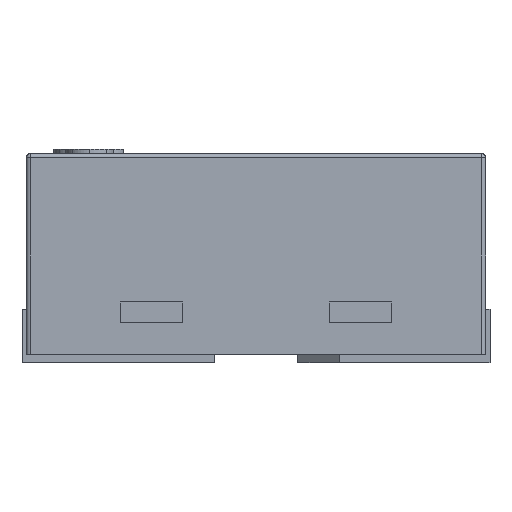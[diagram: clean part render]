
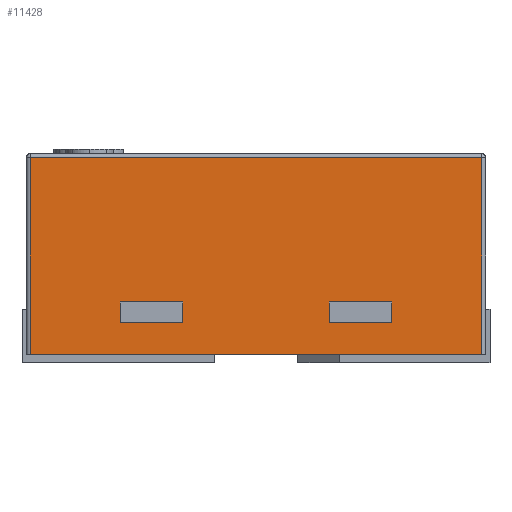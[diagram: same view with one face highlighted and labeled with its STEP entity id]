
A CAD part, front view. The second image highlights one B-rep face of the part: STEP entity #11428.
In plain terms, the highlighted planar face has unit normal (0, -1, 0).
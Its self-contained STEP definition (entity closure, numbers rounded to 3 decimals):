
#200 = VECTOR ( 'NONE', #14265, 1000. ) ;
#305 = CARTESIAN_POINT ( 'NONE',  ( 0.325, -1.25, -0.405 ) ) ;
#348 = EDGE_CURVE ( 'NONE', #9773, #2132, #17668, .T. ) ;
#879 = ORIENTED_EDGE ( 'NONE', *, *, #3389, .F. ) ;
#1245 = ORIENTED_EDGE ( 'NONE', *, *, #348, .F. ) ;
#1405 = CARTESIAN_POINT ( 'NONE',  ( -0.55, -1.25, -0.01 ) ) ;
#1415 = CARTESIAN_POINT ( 'NONE',  ( 0.54, -1.25, -0.48 ) ) ;
#1462 = VECTOR ( 'NONE', #1573, 1000. ) ;
#1515 = CARTESIAN_POINT ( 'NONE',  ( -0.175, -1.25, -0.405 ) ) ;
#1573 = DIRECTION ( 'NONE',  ( -1., 0., 0. ) ) ;
#2057 = VERTEX_POINT ( 'NONE', #18355 ) ;
#2132 = VERTEX_POINT ( 'NONE', #2402 ) ;
#2325 = VECTOR ( 'NONE', #17842, 1000. ) ;
#2402 = CARTESIAN_POINT ( 'NONE',  ( 0.175, -1.25, -0.405 ) ) ;
#2500 = VECTOR ( 'NONE', #4596, 1000. ) ;
#3214 = LINE ( 'NONE', #1405, #1462 ) ;
#3221 = EDGE_CURVE ( 'NONE', #13424, #2057, #7272, .T. ) ;
#3389 = EDGE_CURVE ( 'NONE', #8856, #9773, #12145, .T. ) ;
#3466 = DIRECTION ( 'NONE',  ( -1., 0., 0. ) ) ;
#3742 = AXIS2_PLACEMENT_3D ( 'NONE', #12626, #18175, #11386 ) ;
#4131 = FACE_BOUND ( 'NONE', #11404, .T. ) ;
#4137 = VERTEX_POINT ( 'NONE', #1515 ) ;
#4304 = CARTESIAN_POINT ( 'NONE',  ( -0.55, -1.25, -0.48 ) ) ;
#4369 = VECTOR ( 'NONE', #12634, 1000. ) ;
#4419 = ORIENTED_EDGE ( 'NONE', *, *, #14922, .T. ) ;
#4548 = CARTESIAN_POINT ( 'NONE',  ( -0.54, -1.25, -0.48 ) ) ;
#4596 = DIRECTION ( 'NONE',  ( 0., 0., 1. ) ) ;
#4823 = EDGE_CURVE ( 'NONE', #9879, #13424, #3214, .T. ) ;
#4872 = VERTEX_POINT ( 'NONE', #12254 ) ;
#5097 = EDGE_CURVE ( 'NONE', #10246, #10881, #10344, .T. ) ;
#5200 = CARTESIAN_POINT ( 'NONE',  ( 0.175, -1.25, -0.355 ) ) ;
#5290 = PLANE ( 'NONE',  #3742 ) ;
#5676 = FACE_OUTER_BOUND ( 'NONE', #14348, .T. ) ;
#5841 = CARTESIAN_POINT ( 'NONE',  ( 0.325, -1.25, -0.355 ) ) ;
#5905 = VECTOR ( 'NONE', #13003, 1000. ) ;
#5909 = VECTOR ( 'NONE', #11024, 1000. ) ;
#6187 = CARTESIAN_POINT ( 'NONE',  ( -0.325, -1.25, -0.355 ) ) ;
#6364 = DIRECTION ( 'NONE',  ( 0., 0., -1. ) ) ;
#6434 = CARTESIAN_POINT ( 'NONE',  ( -0.325, -1.25, -0.355 ) ) ;
#6785 = CARTESIAN_POINT ( 'NONE',  ( 0.325, -1.25, -0.355 ) ) ;
#6791 = CARTESIAN_POINT ( 'NONE',  ( -0.175, -1.25, -0.355 ) ) ;
#6975 = ORIENTED_EDGE ( 'NONE', *, *, #17820, .F. ) ;
#7272 = LINE ( 'NONE', #4548, #5905 ) ;
#7427 = VECTOR ( 'NONE', #7778, 1000. ) ;
#7778 = DIRECTION ( 'NONE',  ( 1., 0., 0. ) ) ;
#8668 = CARTESIAN_POINT ( 'NONE',  ( 0.54, -1.25, -0.01 ) ) ;
#8856 = VERTEX_POINT ( 'NONE', #15344 ) ;
#8922 = LINE ( 'NONE', #5841, #13947 ) ;
#8988 = LINE ( 'NONE', #305, #2325 ) ;
#9149 = CARTESIAN_POINT ( 'NONE',  ( -0.54, -1.25, -0.01 ) ) ;
#9332 = ORIENTED_EDGE ( 'NONE', *, *, #17401, .T. ) ;
#9689 = FACE_BOUND ( 'NONE', #14956, .T. ) ;
#9773 = VERTEX_POINT ( 'NONE', #5200 ) ;
#9879 = VERTEX_POINT ( 'NONE', #8668 ) ;
#9963 = ORIENTED_EDGE ( 'NONE', *, *, #3221, .T. ) ;
#10137 = EDGE_CURVE ( 'NONE', #10881, #4872, #10401, .T. ) ;
#10246 = VERTEX_POINT ( 'NONE', #17506 ) ;
#10333 = CARTESIAN_POINT ( 'NONE',  ( 0.54, -1.25, -0.48 ) ) ;
#10344 = LINE ( 'NONE', #14679, #11968 ) ;
#10401 = LINE ( 'NONE', #6187, #10912 ) ;
#10881 = VERTEX_POINT ( 'NONE', #6434 ) ;
#10912 = VECTOR ( 'NONE', #14728, 1000. ) ;
#11024 = DIRECTION ( 'NONE',  ( 0., 0., 1. ) ) ;
#11386 = DIRECTION ( 'NONE',  ( 0., 0., -1. ) ) ;
#11404 = EDGE_LOOP ( 'NONE', ( #879, #6975, #16808, #1245 ) ) ;
#11428 = ADVANCED_FACE ( 'NONE', ( #5676, #9689, #4131 ), #5290, .T. ) ;
#11523 = VERTEX_POINT ( 'NONE', #17840 ) ;
#11671 = LINE ( 'NONE', #10333, #2500 ) ;
#11968 = VECTOR ( 'NONE', #3466, 1000. ) ;
#12045 = ORIENTED_EDGE ( 'NONE', *, *, #10137, .F. ) ;
#12145 = LINE ( 'NONE', #6785, #4369 ) ;
#12241 = ORIENTED_EDGE ( 'NONE', *, *, #4823, .T. ) ;
#12254 = CARTESIAN_POINT ( 'NONE',  ( -0.325, -1.25, -0.405 ) ) ;
#12353 = ORIENTED_EDGE ( 'NONE', *, *, #13063, .F. ) ;
#12619 = LINE ( 'NONE', #4304, #200 ) ;
#12626 = CARTESIAN_POINT ( 'NONE',  ( -0.55, -1.25, -0.48 ) ) ;
#12634 = DIRECTION ( 'NONE',  ( -1., 0., 0. ) ) ;
#12715 = ORIENTED_EDGE ( 'NONE', *, *, #13530, .F. ) ;
#13003 = DIRECTION ( 'NONE',  ( 0., 0., -1. ) ) ;
#13063 = EDGE_CURVE ( 'NONE', #4872, #4137, #16537, .T. ) ;
#13304 = CARTESIAN_POINT ( 'NONE',  ( 0.175, -1.25, -0.355 ) ) ;
#13406 = CARTESIAN_POINT ( 'NONE',  ( -0.325, -1.25, -0.405 ) ) ;
#13424 = VERTEX_POINT ( 'NONE', #9149 ) ;
#13530 = EDGE_CURVE ( 'NONE', #4137, #10246, #18188, .T. ) ;
#13947 = VECTOR ( 'NONE', #17408, 1000. ) ;
#14265 = DIRECTION ( 'NONE',  ( 1., 0., 0. ) ) ;
#14348 = EDGE_LOOP ( 'NONE', ( #4419, #9332, #12241, #9963 ) ) ;
#14679 = CARTESIAN_POINT ( 'NONE',  ( -0.325, -1.25, -0.355 ) ) ;
#14728 = DIRECTION ( 'NONE',  ( 0., 0., -1. ) ) ;
#14922 = EDGE_CURVE ( 'NONE', #2057, #15524, #12619, .T. ) ;
#14956 = EDGE_LOOP ( 'NONE', ( #16394, #12715, #12353, #12045 ) ) ;
#15286 = EDGE_CURVE ( 'NONE', #2132, #11523, #8988, .T. ) ;
#15344 = CARTESIAN_POINT ( 'NONE',  ( 0.325, -1.25, -0.355 ) ) ;
#15524 = VERTEX_POINT ( 'NONE', #1415 ) ;
#16394 = ORIENTED_EDGE ( 'NONE', *, *, #5097, .F. ) ;
#16537 = LINE ( 'NONE', #13406, #7427 ) ;
#16808 = ORIENTED_EDGE ( 'NONE', *, *, #15286, .F. ) ;
#17401 = EDGE_CURVE ( 'NONE', #15524, #9879, #11671, .T. ) ;
#17408 = DIRECTION ( 'NONE',  ( 0., 0., 1. ) ) ;
#17506 = CARTESIAN_POINT ( 'NONE',  ( -0.175, -1.25, -0.355 ) ) ;
#17668 = LINE ( 'NONE', #13304, #18597 ) ;
#17820 = EDGE_CURVE ( 'NONE', #11523, #8856, #8922, .T. ) ;
#17840 = CARTESIAN_POINT ( 'NONE',  ( 0.325, -1.25, -0.405 ) ) ;
#17842 = DIRECTION ( 'NONE',  ( 1., 0., 0. ) ) ;
#18175 = DIRECTION ( 'NONE',  ( 0., -1., 0. ) ) ;
#18188 = LINE ( 'NONE', #6791, #5909 ) ;
#18355 = CARTESIAN_POINT ( 'NONE',  ( -0.54, -1.25, -0.48 ) ) ;
#18597 = VECTOR ( 'NONE', #6364, 1000. ) ;
